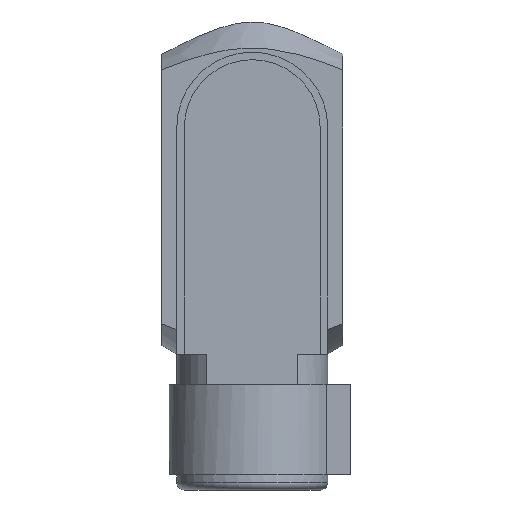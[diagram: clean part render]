
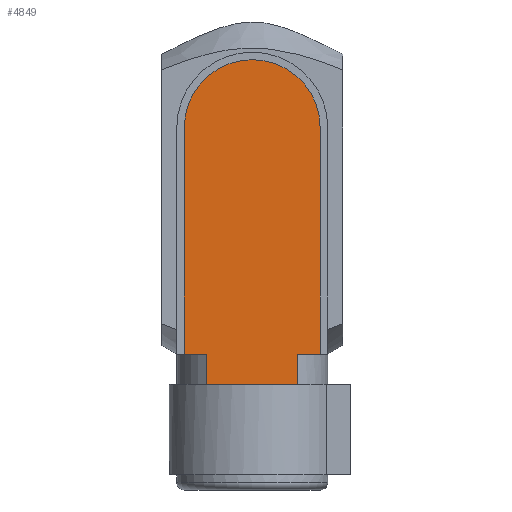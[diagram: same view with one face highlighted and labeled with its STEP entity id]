
A CAD part, left-side view. The second image highlights one B-rep face of the part: STEP entity #4849.
In plain terms, the highlighted planar face has unit normal (-1, 0, 0).
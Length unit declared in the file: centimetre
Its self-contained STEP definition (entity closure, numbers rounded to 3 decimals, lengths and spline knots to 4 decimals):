
#42=CIRCLE($,#5003,0.45);
#194=PLANE($,#5004);
#448=FACE_OUTER_BOUND($,#728,.T.);
#728=EDGE_LOOP($,(#4398,#4399,#4400,#4401,#4402,#4403,#4404,#4405));
#1150=LINE($,#9273,#1583);
#1151=LINE($,#9276,#1584);
#1155=LINE($,#9286,#1588);
#1156=LINE($,#9288,#1589);
#1157=LINE($,#9290,#1590);
#1158=LINE($,#9292,#1591);
#1159=LINE($,#9293,#1592);
#1583=VECTOR($,#5690,1.5);
#1584=VECTOR($,#5693,0.15);
#1588=VECTOR($,#5705,1.5);
#1589=VECTOR($,#5706,0.15);
#1590=VECTOR($,#5707,0.2);
#1591=VECTOR($,#5708,0.6);
#1592=VECTOR($,#5709,0.2);
#2319=VERTEX_POINT($,#9269);
#2320=VERTEX_POINT($,#9271);
#2321=VERTEX_POINT($,#9275);
#2322=VERTEX_POINT($,#9281);
#2323=VERTEX_POINT($,#9285);
#2324=VERTEX_POINT($,#9287);
#2325=VERTEX_POINT($,#9289);
#2326=VERTEX_POINT($,#9291);
#3016=EDGE_CURVE($,#2320,#2319,#1150,.T.);
#3017=EDGE_CURVE($,#2321,#2319,#1151,.T.);
#3021=EDGE_CURVE($,#2322,#2320,#42,.T.);
#3022=EDGE_CURVE($,#2322,#2323,#1155,.T.);
#3023=EDGE_CURVE($,#2323,#2324,#1156,.T.);
#3024=EDGE_CURVE($,#2324,#2325,#1157,.T.);
#3025=EDGE_CURVE($,#2325,#2326,#1158,.T.);
#3026=EDGE_CURVE($,#2321,#2326,#1159,.T.);
#4398=ORIENTED_EDGE($,*,*,#3016,.F.);
#4399=ORIENTED_EDGE($,*,*,#3021,.F.);
#4400=ORIENTED_EDGE($,*,*,#3022,.T.);
#4401=ORIENTED_EDGE($,*,*,#3023,.T.);
#4402=ORIENTED_EDGE($,*,*,#3024,.T.);
#4403=ORIENTED_EDGE($,*,*,#3025,.T.);
#4404=ORIENTED_EDGE($,*,*,#3026,.F.);
#4405=ORIENTED_EDGE($,*,*,#3017,.T.);
#4849=ADVANCED_FACE($,(#448),#194,.F.);
#5003=AXIS2_PLACEMENT_3D($,#9283,#5701,#5702);
#5004=AXIS2_PLACEMENT_3D($,#9284,#5703,#5704);
#5690=DIRECTION($,(0.,0.,-1.));
#5693=DIRECTION($,(0.,-1.,0.));
#5701=DIRECTION('center_axis',(1.,0.,0.));
#5702=DIRECTION('ref_axis',(0.,0.,-1.));
#5703=DIRECTION('center_axis',(1.,0.,0.));
#5704=DIRECTION('ref_axis',(0.,0.,-1.));
#5705=DIRECTION($,(0.,0.,-1.));
#5706=DIRECTION($,(0.,-1.,0.));
#5707=DIRECTION($,(0.,0.,-1.));
#5708=DIRECTION($,(0.,-1.,0.));
#5709=DIRECTION($,(0.,0.,-1.));
#9269=CARTESIAN_POINT('',(-0.65,-0.45,0.2));
#9271=CARTESIAN_POINT('',(-0.65,-0.45,1.7));
#9273=CARTESIAN_POINT($,(-0.65,-0.45,1.7));
#9275=CARTESIAN_POINT('',(-0.65,-0.3,0.2));
#9276=CARTESIAN_POINT($,(-0.65,-0.3,0.2));
#9281=CARTESIAN_POINT('',(-0.65,0.45,1.7));
#9283=CARTESIAN_POINT('Origin',(-0.65,0.,1.7));
#9284=CARTESIAN_POINT('Origin',(-0.65,0.3,0.2));
#9285=CARTESIAN_POINT('',(-0.65,0.45,0.2));
#9286=CARTESIAN_POINT($,(-0.65,0.45,1.7));
#9287=CARTESIAN_POINT('',(-0.65,0.3,0.2));
#9288=CARTESIAN_POINT($,(-0.65,0.45,0.2));
#9289=CARTESIAN_POINT('',(-0.65,0.3,0.));
#9290=CARTESIAN_POINT($,(-0.65,0.3,0.2));
#9291=CARTESIAN_POINT('',(-0.65,-0.3,0.));
#9292=CARTESIAN_POINT($,(-0.65,0.3,0.));
#9293=CARTESIAN_POINT($,(-0.65,-0.3,0.2));
